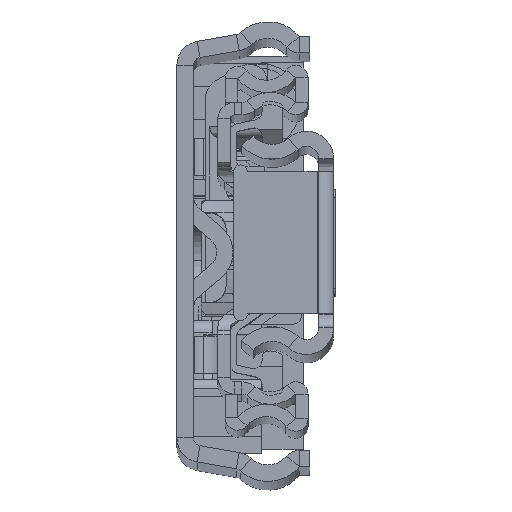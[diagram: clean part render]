
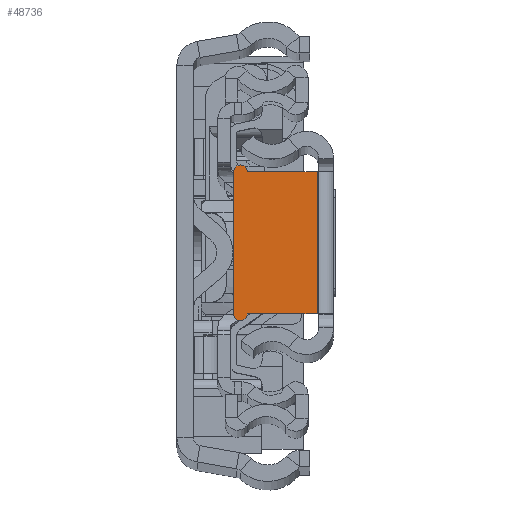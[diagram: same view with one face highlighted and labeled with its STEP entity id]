
A CAD part, top view. The second image highlights one B-rep face of the part: STEP entity #48736.
In plain terms, the highlighted planar face has unit normal (0, 0, 1).
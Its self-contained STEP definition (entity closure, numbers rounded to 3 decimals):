
#5 = EDGE_CURVE ( 'NONE', #17058, #32801, #14768, .T. ) ;
#73 = LINE ( 'NONE', #35318, #49379 ) ;
#1199 = FACE_OUTER_BOUND ( 'NONE', #45986, .T. ) ;
#3463 = ORIENTED_EDGE ( 'NONE', *, *, #20412, .T. ) ;
#4350 = AXIS2_PLACEMENT_3D ( 'NONE', #14800, #7274, #48611 ) ;
#5222 = DIRECTION ( 'NONE',  ( 1., 0., 0. ) ) ;
#5245 = CARTESIAN_POINT ( 'NONE',  ( -11.35, -8.65, 0. ) ) ;
#5834 = CARTESIAN_POINT ( 'NONE',  ( -2., 0., 0. ) ) ;
#7274 = DIRECTION ( 'NONE',  ( 0., 0., 1. ) ) ;
#8877 = VECTOR ( 'NONE', #13367, 1000. ) ;
#10752 = VERTEX_POINT ( 'NONE', #18962 ) ;
#12747 = PLANE ( 'NONE',  #42895 ) ;
#13367 = DIRECTION ( 'NONE',  ( 0., 1., 0. ) ) ;
#14099 = CARTESIAN_POINT ( 'NONE',  ( -12.2, 8.65, 0. ) ) ;
#14128 = ORIENTED_EDGE ( 'NONE', *, *, #46225, .F. ) ;
#14474 = CARTESIAN_POINT ( 'NONE',  ( -10.5, -8.65, 0. ) ) ;
#14768 = CIRCLE ( 'NONE', #4350, 0.85 ) ;
#14800 = CARTESIAN_POINT ( 'NONE',  ( -11.35, 8.65, 0. ) ) ;
#16401 = DIRECTION ( 'NONE',  ( 1., 0., 0. ) ) ;
#17058 = VERTEX_POINT ( 'NONE', #32583 ) ;
#18962 = CARTESIAN_POINT ( 'NONE',  ( -12.2, -8.65, 0. ) ) ;
#20024 = CARTESIAN_POINT ( 'NONE',  ( -12.2, 8.65, 0. ) ) ;
#20306 = DIRECTION ( 'NONE',  ( -1., 0., 0. ) ) ;
#20412 = EDGE_CURVE ( 'NONE', #10752, #35714, #23253, .T. ) ;
#22508 = VERTEX_POINT ( 'NONE', #49355 ) ;
#23120 = ORIENTED_EDGE ( 'NONE', *, *, #48921, .F. ) ;
#23253 = CIRCLE ( 'NONE', #27293, 0.85 ) ;
#27293 = AXIS2_PLACEMENT_3D ( 'NONE', #5245, #31447, #20306 ) ;
#28028 = ORIENTED_EDGE ( 'NONE', *, *, #37003, .T. ) ;
#28360 = DIRECTION ( 'NONE',  ( 0., 0., 1. ) ) ;
#28998 = CARTESIAN_POINT ( 'NONE',  ( -12.2, -8.65, 0. ) ) ;
#30810 = ORIENTED_EDGE ( 'NONE', *, *, #39518, .F. ) ;
#31061 = VERTEX_POINT ( 'NONE', #37205 ) ;
#31447 = DIRECTION ( 'NONE',  ( 0., 0., 1. ) ) ;
#32444 = VECTOR ( 'NONE', #40844, 1000. ) ;
#32583 = CARTESIAN_POINT ( 'NONE',  ( -10.5, 8.65, 0. ) ) ;
#32801 = VERTEX_POINT ( 'NONE', #20024 ) ;
#35188 = CARTESIAN_POINT ( 'NONE',  ( 0., 0., 0. ) ) ;
#35318 = CARTESIAN_POINT ( 'NONE',  ( -1.8, 8.65, 0. ) ) ;
#35714 = VERTEX_POINT ( 'NONE', #14474 ) ;
#37003 = EDGE_CURVE ( 'NONE', #22508, #31061, #40341, .T. ) ;
#37034 = LINE ( 'NONE', #14099, #41063 ) ;
#37205 = CARTESIAN_POINT ( 'NONE',  ( -2., 8.65, 0. ) ) ;
#37293 = DIRECTION ( 'NONE',  ( 0., 1., 0. ) ) ;
#37366 = ORIENTED_EDGE ( 'NONE', *, *, #5, .T. ) ;
#39518 = EDGE_CURVE ( 'NONE', #22508, #35714, #48170, .T. ) ;
#40341 = LINE ( 'NONE', #5834, #8877 ) ;
#40844 = DIRECTION ( 'NONE',  ( -1., 0., 0. ) ) ;
#41063 = VECTOR ( 'NONE', #37293, 1000. ) ;
#42895 = AXIS2_PLACEMENT_3D ( 'NONE', #35188, #28360, #5222 ) ;
#45986 = EDGE_LOOP ( 'NONE', ( #14128, #3463, #30810, #28028, #23120, #37366 ) ) ;
#46225 = EDGE_CURVE ( 'NONE', #10752, #32801, #37034, .T. ) ;
#48170 = LINE ( 'NONE', #28998, #32444 ) ;
#48611 = DIRECTION ( 'NONE',  ( 1., 0., 0. ) ) ;
#48736 = ADVANCED_FACE ( 'NONE', ( #1199 ), #12747, .T. ) ;
#48921 = EDGE_CURVE ( 'NONE', #17058, #31061, #73, .T. ) ;
#49355 = CARTESIAN_POINT ( 'NONE',  ( -2., -8.65, 0. ) ) ;
#49379 = VECTOR ( 'NONE', #16401, 1000. ) ;
